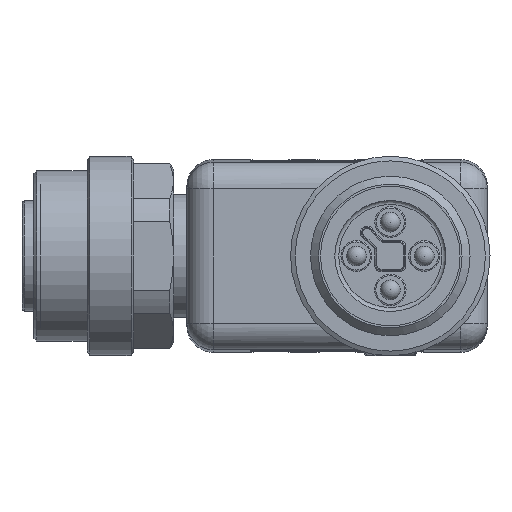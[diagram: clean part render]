
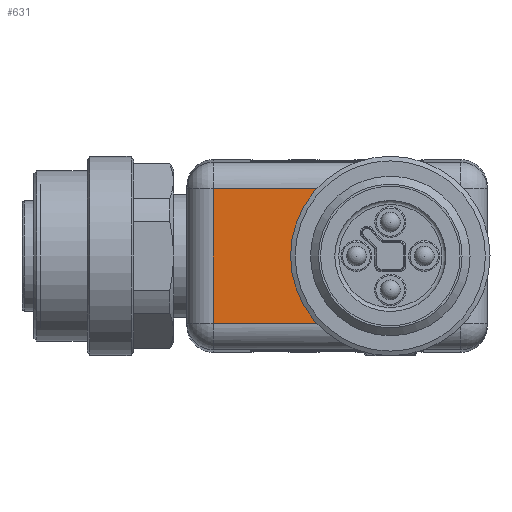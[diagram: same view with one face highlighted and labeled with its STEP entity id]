
A CAD part, left-side view. The second image highlights one B-rep face of the part: STEP entity #631.
In plain terms, the highlighted planar face has unit normal (-1, 0, 0).
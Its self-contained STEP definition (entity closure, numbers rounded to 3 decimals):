
#232=PLANE('',#5973);
#631=ADVANCED_FACE('',(#1110),#232,.F.);
#1110=FACE_OUTER_BOUND('',#1449,.T.);
#1449=EDGE_LOOP('',(#2504,#2505,#2506,#2507));
#2504=ORIENTED_EDGE('',*,*,#4338,.F.);
#2505=ORIENTED_EDGE('',*,*,#4339,.T.);
#2506=ORIENTED_EDGE('',*,*,#4340,.T.);
#2507=ORIENTED_EDGE('',*,*,#4341,.T.);
#3721=VERTEX_POINT('',#11346);
#3722=VERTEX_POINT('',#11347);
#3723=VERTEX_POINT('',#11349);
#3724=VERTEX_POINT('',#11351);
#4338=EDGE_CURVE('',#3721,#3722,#5480,.T.);
#4339=EDGE_CURVE('',#3721,#3723,#4891,.T.);
#4340=EDGE_CURVE('',#3723,#3724,#4892,.T.);
#4341=EDGE_CURVE('',#3724,#3722,#4893,.T.);
#4891=LINE('',#11348,#5146);
#4892=LINE('',#11350,#5147);
#4893=LINE('',#11352,#5148);
#5146=VECTOR('',#7056,1.);
#5147=VECTOR('',#7057,1.);
#5148=VECTOR('',#7058,1.);
#5480=CIRCLE('',#5972,7.);
#5972=AXIS2_PLACEMENT_3D('',#11345,#7054,#7055);
#5973=AXIS2_PLACEMENT_3D('',#11353,#7059,#7060);
#7054=DIRECTION('',(-1.,0.,0.));
#7055=DIRECTION('',(0.,1.,0.));
#7056=DIRECTION('',(0.,1.,0.));
#7057=DIRECTION('',(0.,0.,-1.));
#7058=DIRECTION('',(0.,-1.,0.));
#7059=DIRECTION('',(1.,0.,0.));
#7060=DIRECTION('',(0.,1.,0.));
#11345=CARTESIAN_POINT('',(159.9,50.,0.));
#11346=CARTESIAN_POINT('',(159.9,54.84,5.057));
#11347=CARTESIAN_POINT('',(159.9,54.84,-5.057));
#11348=CARTESIAN_POINT('',(159.9,65.3,5.057));
#11349=CARTESIAN_POINT('',(159.9,63.3,5.057));
#11350=CARTESIAN_POINT('',(159.9,63.3,-7.));
#11351=CARTESIAN_POINT('',(159.9,63.3,-5.057));
#11352=CARTESIAN_POINT('',(159.9,65.3,-5.057));
#11353=CARTESIAN_POINT('',(159.9,65.3,-7.));
